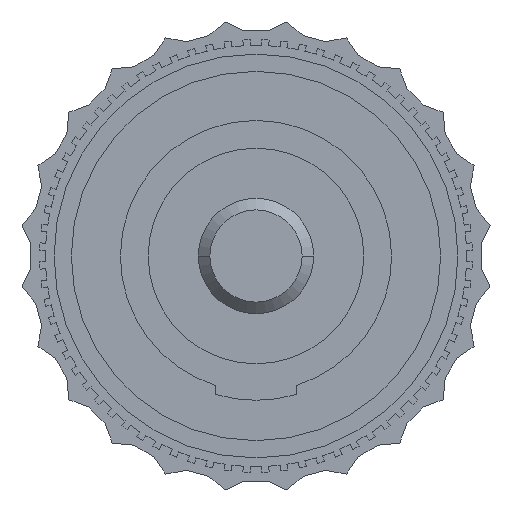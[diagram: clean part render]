
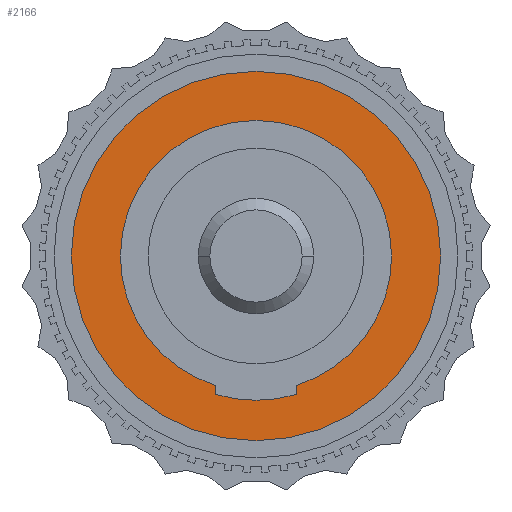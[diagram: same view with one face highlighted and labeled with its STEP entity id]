
A CAD part, front view. The second image highlights one B-rep face of the part: STEP entity #2166.
In plain terms, the highlighted face is planar.
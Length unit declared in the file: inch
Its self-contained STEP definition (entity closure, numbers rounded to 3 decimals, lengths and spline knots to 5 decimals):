
#1183 = EDGE_CURVE ( 'NONE', #1224, #1184, #5460, .T. ) ;
#1184 = VERTEX_POINT ( 'NONE', #5487 ) ;
#1190 = VERTEX_POINT ( 'NONE', #5491 ) ;
#1191 = VERTEX_POINT ( 'NONE', #5526 ) ;
#1223 = EDGE_CURVE ( 'NONE', #1301, #1224, #5559, .T. ) ;
#1224 = VERTEX_POINT ( 'NONE', #5554 ) ;
#1301 = VERTEX_POINT ( 'NONE', #5596 ) ;
#1332 = EDGE_CURVE ( 'NONE', #1190, #1191, #5773, .T. ) ;
#1981 = ORIENTED_EDGE ( 'NONE', *, *, #1332, .T. ) ;
#1982 = EDGE_LOOP ( 'NONE', ( #1983, #1986, #1987, #1988, #1995, #2151 ) ) ;
#1983 = ORIENTED_EDGE ( 'NONE', *, *, #1984, .F. ) ;
#1984 = EDGE_CURVE ( 'NONE', #1184, #1985, #6875, .T. ) ;
#1985 = VERTEX_POINT ( 'NONE', #6871 ) ;
#1986 = ORIENTED_EDGE ( 'NONE', *, *, #1183, .F. ) ;
#1987 = ORIENTED_EDGE ( 'NONE', *, *, #1223, .F. ) ;
#1988 = ORIENTED_EDGE ( 'NONE', *, *, #1989, .F. ) ;
#1989 = EDGE_CURVE ( 'NONE', #1994, #1301, #6869, .T. ) ;
#1994 = VERTEX_POINT ( 'NONE', #6903 ) ;
#1995 = ORIENTED_EDGE ( 'NONE', *, *, #1996, .F. ) ;
#1996 = EDGE_CURVE ( 'NONE', #2150, #1994, #6902, .T. ) ;
#2150 = VERTEX_POINT ( 'NONE', #7314 ) ;
#2151 = ORIENTED_EDGE ( 'NONE', *, *, #2152, .F. ) ;
#2152 = EDGE_CURVE ( 'NONE', #1985, #2150, #7348, .T. ) ;
#2166 = ADVANCED_FACE ( 'NONE', ( #7259, #7304 ), #7303, .T. ) ;
#2167 = ORIENTED_EDGE ( 'NONE', *, *, #2177, .T. ) ;
#2177 = EDGE_CURVE ( 'NONE', #1191, #1190, #7286, .T. ) ;
#2192 = EDGE_LOOP ( 'NONE', ( #2167, #1981 ) ) ;
#5457 = DIRECTION ( 'NONE',  ( 0., 1., 0. ) ) ;
#5458 = CARTESIAN_POINT ( 'NONE',  ( 0., 0.185, 0. ) ) ;
#5459 = AXIS2_PLACEMENT_3D ( 'NONE', #5458, #5457, #5504 ) ;
#5460 = CIRCLE ( 'NONE', #5459, 0.1175 ) ;
#5487 = CARTESIAN_POINT ( 'NONE',  ( -0.11217, 0.185, -0.035 ) ) ;
#5491 = CARTESIAN_POINT ( 'NONE',  ( 0., 0.185, -0.16 ) ) ;
#5504 = DIRECTION ( 'NONE',  ( 0., 0., 1. ) ) ;
#5526 = CARTESIAN_POINT ( 'NONE',  ( 0., 0.185, 0.16 ) ) ;
#5554 = CARTESIAN_POINT ( 'NONE',  ( 0., 0.185, -0.1175 ) ) ;
#5555 = DIRECTION ( 'NONE',  ( 0., 0., 1. ) ) ;
#5556 = DIRECTION ( 'NONE',  ( 0., 1., 0. ) ) ;
#5557 = CARTESIAN_POINT ( 'NONE',  ( 0., 0.185, 0. ) ) ;
#5558 = AXIS2_PLACEMENT_3D ( 'NONE', #5557, #5556, #5555 ) ;
#5559 = CIRCLE ( 'NONE', #5558, 0.1175 ) ;
#5596 = CARTESIAN_POINT ( 'NONE',  ( 0., 0.185, 0.1175 ) ) ;
#5773 = CIRCLE ( 'NONE', #5847, 0.16 ) ;
#5844 = DIRECTION ( 'NONE',  ( 0., 0., 1. ) ) ;
#5845 = DIRECTION ( 'NONE',  ( 0., 1., 0. ) ) ;
#5846 = CARTESIAN_POINT ( 'NONE',  ( 0., 0.185, 0. ) ) ;
#5847 = AXIS2_PLACEMENT_3D ( 'NONE', #5846, #5845, #5844 ) ;
#6867 = CARTESIAN_POINT ( 'NONE',  ( 0., 0.185, 0. ) ) ;
#6868 = AXIS2_PLACEMENT_3D ( 'NONE', #6867, #6910, #6909 ) ;
#6869 = CIRCLE ( 'NONE', #6868, 0.1175 ) ;
#6871 = CARTESIAN_POINT ( 'NONE',  ( -0.12, 0.185, -0.035 ) ) ;
#6872 = DIRECTION ( 'NONE',  ( -1., 0., 0. ) ) ;
#6873 = VECTOR ( 'NONE', #6872, 39.37008 ) ;
#6874 = CARTESIAN_POINT ( 'NONE',  ( -0.11217, 0.185, -0.035 ) ) ;
#6875 = LINE ( 'NONE', #6874, #6873 ) ;
#6899 = DIRECTION ( 'NONE',  ( 1., 0., 0. ) ) ;
#6900 = VECTOR ( 'NONE', #6899, 39.37008 ) ;
#6901 = CARTESIAN_POINT ( 'NONE',  ( -0.11217, 0.185, 0.035 ) ) ;
#6902 = LINE ( 'NONE', #6901, #6900 ) ;
#6903 = CARTESIAN_POINT ( 'NONE',  ( -0.11217, 0.185, 0.035 ) ) ;
#6909 = DIRECTION ( 'NONE',  ( 0., 0., 1. ) ) ;
#6910 = DIRECTION ( 'NONE',  ( 0., 1., 0. ) ) ;
#7259 = FACE_OUTER_BOUND ( 'NONE', #2192, .T. ) ;
#7285 = CARTESIAN_POINT ( 'NONE',  ( 0., 0.185, 0. ) ) ;
#7286 = CIRCLE ( 'NONE', #7342, 0.16 ) ;
#7299 = DIRECTION ( 'NONE',  ( 0., 0., 1. ) ) ;
#7300 = DIRECTION ( 'NONE',  ( 0., 1., 0. ) ) ;
#7301 = CARTESIAN_POINT ( 'NONE',  ( 0., 0.185, 0. ) ) ;
#7302 = AXIS2_PLACEMENT_3D ( 'NONE', #7301, #7300, #7299 ) ;
#7303 = PLANE ( 'NONE',  #7302 ) ;
#7304 = FACE_BOUND ( 'NONE', #1982, .T. ) ;
#7314 = CARTESIAN_POINT ( 'NONE',  ( -0.12, 0.185, 0.035 ) ) ;
#7340 = DIRECTION ( 'NONE',  ( 0., 0., 1. ) ) ;
#7341 = DIRECTION ( 'NONE',  ( 0., 1., 0. ) ) ;
#7342 = AXIS2_PLACEMENT_3D ( 'NONE', #7285, #7341, #7340 ) ;
#7344 = DIRECTION ( 'NONE',  ( 0., 0., 1. ) ) ;
#7345 = DIRECTION ( 'NONE',  ( 0., 1., 0. ) ) ;
#7346 = CARTESIAN_POINT ( 'NONE',  ( 0., 0.185, 0. ) ) ;
#7347 = AXIS2_PLACEMENT_3D ( 'NONE', #7346, #7345, #7344 ) ;
#7348 = CIRCLE ( 'NONE', #7347, 0.125 ) ;
